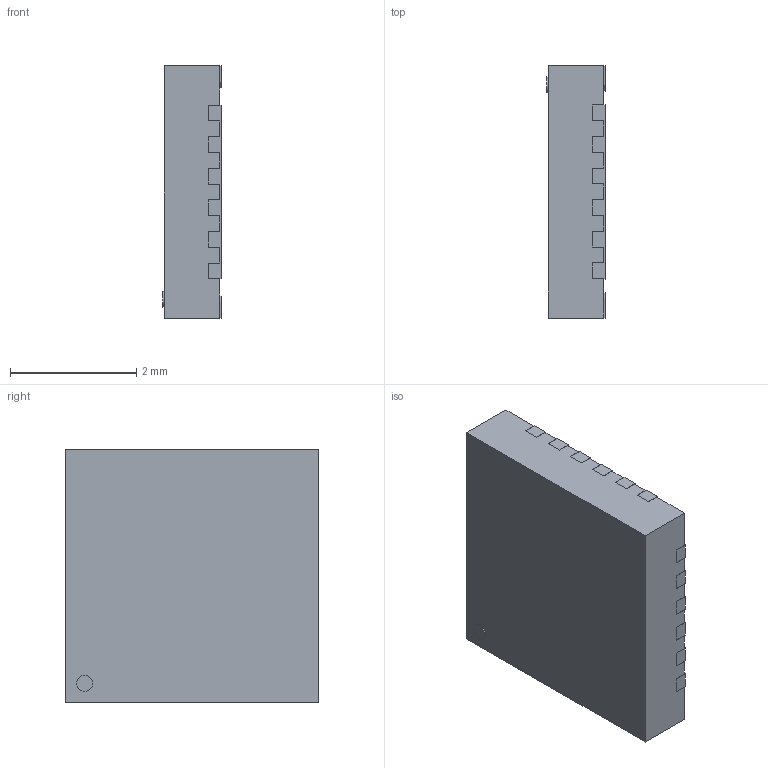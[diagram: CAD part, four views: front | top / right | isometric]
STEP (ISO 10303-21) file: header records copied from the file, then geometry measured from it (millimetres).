
FILE_DESCRIPTION (( 'STEP AP214' ), '1' );
FILE_NAME ('MPU-3300.STEP', '2022-03-01T18:41:16', ( 'ADMIN' ), ( '' ), 'SwSTEP 2.0', 'SolidWorks 2016', '' );
FILE_SCHEMA (( 'AUTOMOTIVE_DESIGN' ));
Length unit declared in the file: millimetre
Products named in the file (1): MPU-3300
Bounding box: 0.92 x 4 x 4 mm (x, y, z)
Volume: 14.3 mm3; surface area: 59.8 mm2
Topology: 25 solids, 25 shells, 274 faces, 666 edges, 444 vertices
Faces by surface type: plane 269, cylinder 5
Entity records: 9881 total; most frequent: CARTESIAN_POINT 1385, ORIENTED_EDGE 1332, DIRECTION 1226, EDGE_CURVE 666, VECTOR 656, LINE 656, VERTEX_POINT 444, AXIS2_PLACEMENT_3D 285
